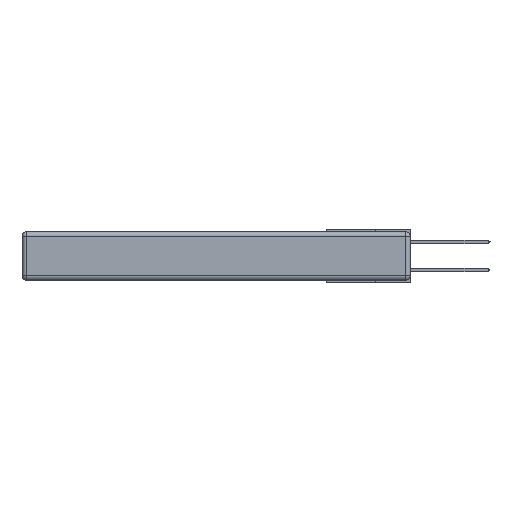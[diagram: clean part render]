
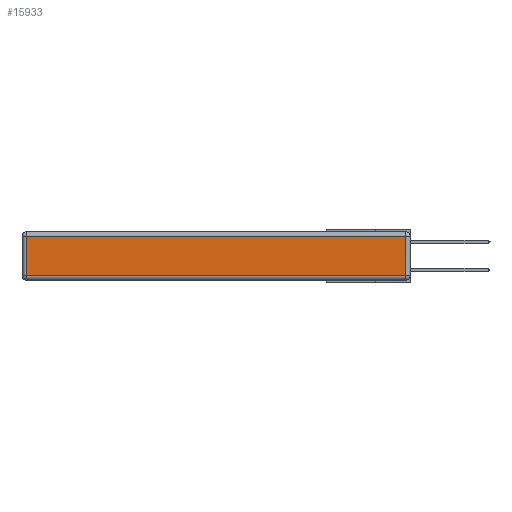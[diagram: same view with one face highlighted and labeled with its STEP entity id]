
A CAD part, left-side view. The second image highlights one B-rep face of the part: STEP entity #15933.
In plain terms, the highlighted planar face has unit normal (-1, 0, 0).
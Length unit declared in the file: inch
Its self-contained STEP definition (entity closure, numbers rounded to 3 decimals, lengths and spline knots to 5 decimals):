
#304 = VERTEX_POINT ( 'NONE', #3590 ) ;
#1219 = DIRECTION ( 'NONE',  ( 0., 1., 0. ) ) ;
#1762 = CARTESIAN_POINT ( 'NONE',  ( 0., 2.72, -0.343 ) ) ;
#1823 = DIRECTION ( 'NONE',  ( 0., 0., 1. ) ) ;
#2263 = VECTOR ( 'NONE', #1219, 39.37008 ) ;
#3533 = CARTESIAN_POINT ( 'NONE',  ( 0., 2.75, -0.03 ) ) ;
#3590 = CARTESIAN_POINT ( 'NONE',  ( 0., 0.03, -0.313 ) ) ;
#3624 = LINE ( 'NONE', #29248, #14370 ) ;
#3847 = VECTOR ( 'NONE', #32189, 39.37008 ) ;
#4267 = DIRECTION ( 'NONE',  ( -1., 0., 0. ) ) ;
#6870 = CARTESIAN_POINT ( 'NONE',  ( 0., 0., -0.313 ) ) ;
#7283 = EDGE_CURVE ( 'NONE', #32423, #18233, #24372, .T. ) ;
#8635 = LINE ( 'NONE', #3533, #2263 ) ;
#11499 = EDGE_CURVE ( 'NONE', #18233, #304, #29988, .T. ) ;
#14076 = DIRECTION ( 'NONE',  ( 0., 0., 1. ) ) ;
#14370 = VECTOR ( 'NONE', #14076, 39.37008 ) ;
#15933 = ADVANCED_FACE ( 'NONE', ( #27801 ), #21919, .T. ) ;
#17143 = ORIENTED_EDGE ( 'NONE', *, *, #18404, .T. ) ;
#18149 = ORIENTED_EDGE ( 'NONE', *, *, #7283, .T. ) ;
#18233 = VERTEX_POINT ( 'NONE', #27302 ) ;
#18404 = EDGE_CURVE ( 'NONE', #26476, #32423, #8635, .T. ) ;
#19383 = EDGE_LOOP ( 'NONE', ( #20739, #19761, #17143, #18149 ) ) ;
#19611 = VECTOR ( 'NONE', #27034, 39.37008 ) ;
#19761 = ORIENTED_EDGE ( 'NONE', *, *, #27250, .T. ) ;
#20739 = ORIENTED_EDGE ( 'NONE', *, *, #11499, .T. ) ;
#21137 = AXIS2_PLACEMENT_3D ( 'NONE', #31847, #4267, #1823 ) ;
#21514 = CARTESIAN_POINT ( 'NONE',  ( 0., 2.72, -0.03 ) ) ;
#21919 = PLANE ( 'NONE',  #21137 ) ;
#24372 = LINE ( 'NONE', #1762, #19611 ) ;
#26476 = VERTEX_POINT ( 'NONE', #27431 ) ;
#27034 = DIRECTION ( 'NONE',  ( 0., 0., -1. ) ) ;
#27250 = EDGE_CURVE ( 'NONE', #304, #26476, #3624, .T. ) ;
#27302 = CARTESIAN_POINT ( 'NONE',  ( 0., 2.72, -0.313 ) ) ;
#27431 = CARTESIAN_POINT ( 'NONE',  ( 0., 0.03, -0.03 ) ) ;
#27801 = FACE_OUTER_BOUND ( 'NONE', #19383, .T. ) ;
#29248 = CARTESIAN_POINT ( 'NONE',  ( 0., 0.03, -0.343 ) ) ;
#29988 = LINE ( 'NONE', #6870, #3847 ) ;
#31847 = CARTESIAN_POINT ( 'NONE',  ( 0., 0., -0.343 ) ) ;
#32189 = DIRECTION ( 'NONE',  ( 0., -1., 0. ) ) ;
#32423 = VERTEX_POINT ( 'NONE', #21514 ) ;
